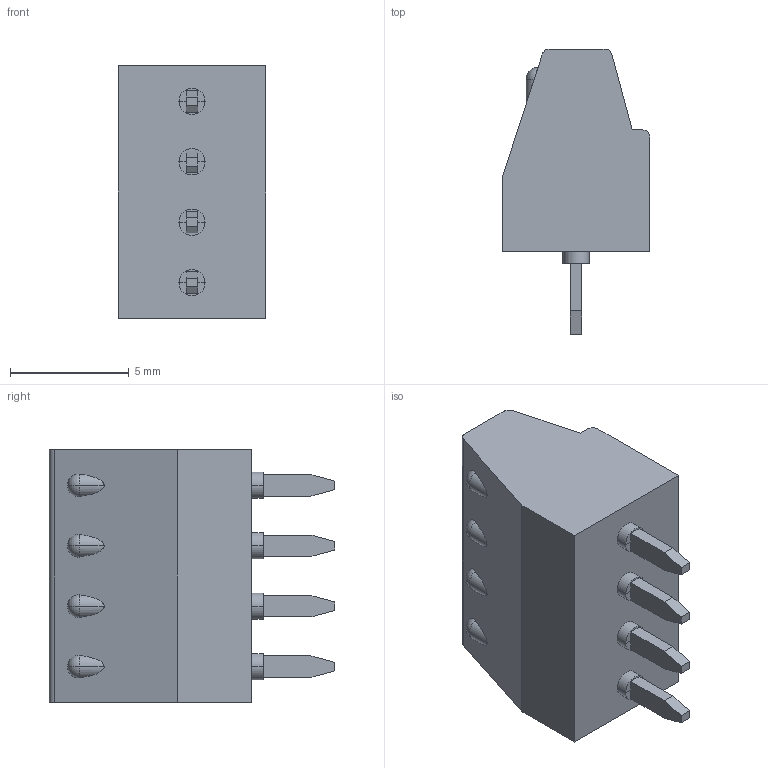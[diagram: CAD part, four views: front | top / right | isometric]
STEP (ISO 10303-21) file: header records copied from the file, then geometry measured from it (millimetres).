
FILE_DESCRIPTION(('SolidDesigner STEP Export'),'1');
FILE_NAME('mpt_0.5-4-2.54.stp','2000-06-14T11:34:56',(''),(''), 'SolidDesigner STEP processor Version: 7.0(Mar 1999)for AP214(CD)(Solid Model)', 'CoCreate SolidDesigner: 07.50 21-Dec-99(C) CoCreate Software GmbH','');
FILE_SCHEMA(('AUTOMOTIVE_DESIGN_CC2 {1 2 10303 214 -1 1 5 1}'));
Length unit declared in the file: millimetre
Products named in the file (2): mpt_0.5-4-2.54
Assembly tree (1 placements, depth 2):
  mpt_0.5-4-2.54
    mpt_0.5-4-2.54
Bounding box: 6.2 x 12 x 10.62 mm (x, y, z)
Volume: 426.1 mm3; surface area: 547.3 mm2
Topology: 1 solids, 1 shells, 263 faces, 643 edges, 398 vertices
Faces by surface type: plane 186, cylinder 69, sphere 8
Entity records: 9337 total; most frequent: CARTESIAN_POINT 1423, ORIENTED_EDGE 1270, DIRECTION 1105, EDGE_CURVE 635, VECTOR 401, LINE 401, VERTEX_POINT 398, AXIS2_PLACEMENT_3D 352
